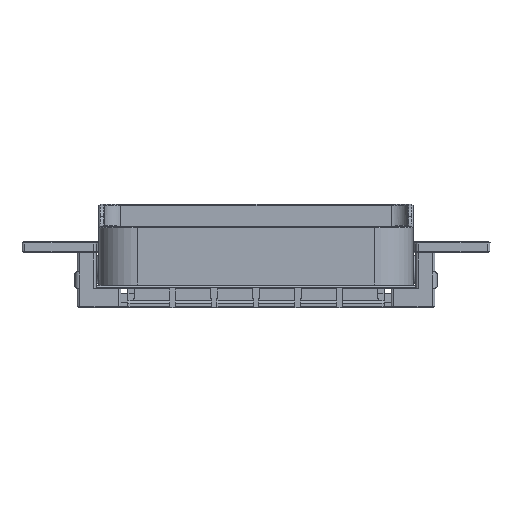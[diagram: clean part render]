
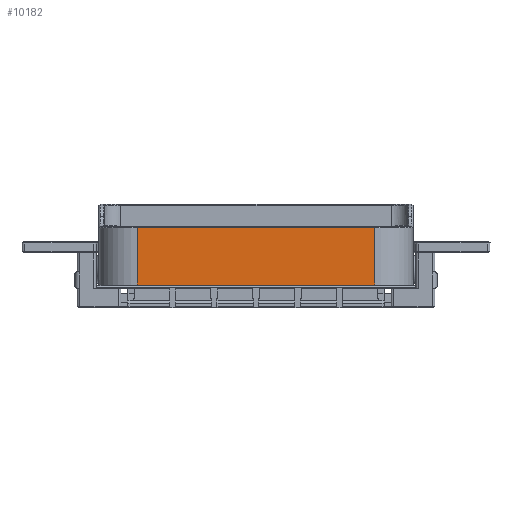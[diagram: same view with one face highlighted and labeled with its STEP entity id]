
A CAD part, front view. The second image highlights one B-rep face of the part: STEP entity #10182.
In plain terms, the highlighted planar face has unit normal (0, -1, 0).
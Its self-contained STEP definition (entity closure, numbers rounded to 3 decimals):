
#927=FACE_OUTER_BOUND('',#1511,.T.);
#1511=EDGE_LOOP('',(#8729,#8730,#8731,#8732));
#2621=LINE('',#16178,#3808);
#2646=LINE('',#16277,#3833);
#2647=LINE('',#16280,#3834);
#2648=LINE('',#16281,#3835);
#3808=VECTOR('',#13236,10.);
#3833=VECTOR('',#13315,10.);
#3834=VECTOR('',#13318,10.);
#3835=VECTOR('',#13319,10.);
#4723=VERTEX_POINT('',#16170);
#4725=VERTEX_POINT('',#16176);
#4756=VERTEX_POINT('',#16275);
#4757=VERTEX_POINT('',#16279);
#6061=EDGE_CURVE('',#4725,#4723,#2621,.T.);
#6105=EDGE_CURVE('',#4756,#4725,#2646,.T.);
#6106=EDGE_CURVE('',#4757,#4756,#2647,.T.);
#6107=EDGE_CURVE('',#4723,#4757,#2648,.T.);
#8729=ORIENTED_EDGE('',*,*,#6061,.F.);
#8730=ORIENTED_EDGE('',*,*,#6105,.F.);
#8731=ORIENTED_EDGE('',*,*,#6106,.F.);
#8732=ORIENTED_EDGE('',*,*,#6107,.F.);
#9686=PLANE('',#10921);
#10182=ADVANCED_FACE('',(#927),#9686,.T.);
#10921=AXIS2_PLACEMENT_3D('',#16278,#13316,#13317);
#13236=DIRECTION('',(-1.,0.,0.));
#13315=DIRECTION('',(0.,0.,-1.));
#13316=DIRECTION('center_axis',(0.,-1.,0.));
#13317=DIRECTION('ref_axis',(1.,0.,0.));
#13318=DIRECTION('',(1.,0.,0.));
#13319=DIRECTION('',(0.,0.,1.));
#16170=CARTESIAN_POINT('',(-43.,-25.3,-14.75));
#16176=CARTESIAN_POINT('',(43.,-25.3,-14.75));
#16178=CARTESIAN_POINT('',(-11.25,-25.3,-14.75));
#16275=CARTESIAN_POINT('',(43.,-25.3,6.049));
#16277=CARTESIAN_POINT('',(43.,-25.3,-4.));
#16278=CARTESIAN_POINT('Origin',(-22.5,-25.3,-8.));
#16279=CARTESIAN_POINT('',(-43.,-25.3,6.049));
#16280=CARTESIAN_POINT('',(-11.25,-25.3,6.049));
#16281=CARTESIAN_POINT('',(-43.,-25.3,-4.));
